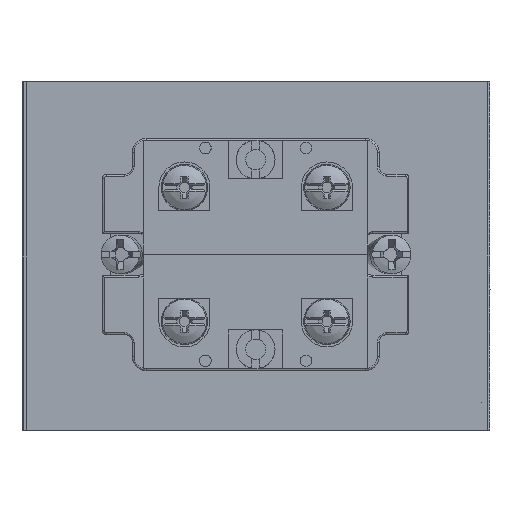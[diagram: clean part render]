
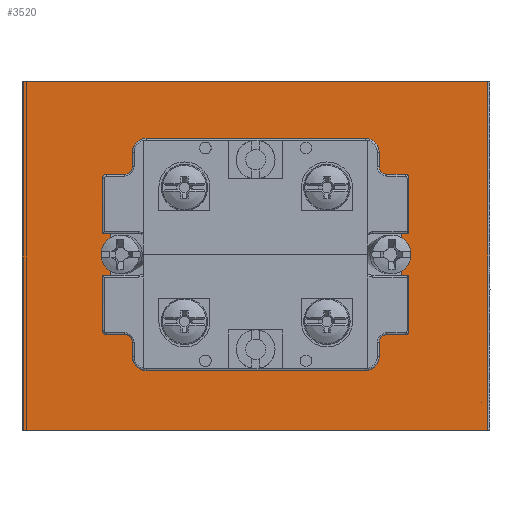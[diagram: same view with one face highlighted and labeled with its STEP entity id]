
A CAD part, left-side view. The second image highlights one B-rep face of the part: STEP entity #3520.
In plain terms, the highlighted planar face has unit normal (-1, 0, 0).
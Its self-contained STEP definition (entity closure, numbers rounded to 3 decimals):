
#3348=CARTESIAN_POINT('',(-15.704,-32.725,11.25));
#3349=VERTEX_POINT('',#3348);
#3350=CARTESIAN_POINT('',(-15.704,-32.725,22.5));
#3351=DIRECTION('',(1.0,0.0,0.0));
#3352=DIRECTION('',(0.0,0.0,1.0));
#3353=AXIS2_PLACEMENT_3D('',#3350,#3351,#3352);
#3354=CIRCLE('',#3353,11.25);
#3355=EDGE_CURVE('',#3349,#3349,#3354,.T.);
#3382=CARTESIAN_POINT('',(-15.704,-2.725,45.0));
#3383=VERTEX_POINT('',#3382);
#3402=CARTESIAN_POINT('',(-15.704,-2.725,0.0));
#3403=VERTEX_POINT('',#3402);
#3412=CARTESIAN_POINT('',(-15.704,-2.725,0.0));
#3413=DIRECTION('',(0.0,0.0,1.0));
#3414=VECTOR('',#3413,45.0);
#3415=LINE('',#3412,#3414);
#3416=EDGE_CURVE('',#3403,#3383,#3415,.T.);
#3466=CARTESIAN_POINT('',(-15.704,-62.725,45.0));
#3467=VERTEX_POINT('',#3466);
#3476=CARTESIAN_POINT('',(-15.704,-62.725,0.0));
#3477=VERTEX_POINT('',#3476);
#3478=CARTESIAN_POINT('',(-15.704,-62.725,0.0));
#3479=DIRECTION('',(0.0,0.0,1.0));
#3480=VECTOR('',#3479,45.0);
#3481=LINE('',#3478,#3480);
#3482=EDGE_CURVE('',#3477,#3467,#3481,.T.);
#3496=CARTESIAN_POINT('',(-15.704,-62.725,0.0));
#3497=DIRECTION('',(-1.0,0.0,0.0));
#3498=DIRECTION('',(0.0,0.0,1.0));
#3499=AXIS2_PLACEMENT_3D('',#3496,#3497,#3498);
#3500=PLANE('',#3499);
#3501=CARTESIAN_POINT('',(-15.704,-62.725,45.0));
#3502=DIRECTION('',(0.0,1.0,0.0));
#3503=VECTOR('',#3502,60.0);
#3504=LINE('',#3501,#3503);
#3505=EDGE_CURVE('',#3467,#3383,#3504,.T.);
#3506=ORIENTED_EDGE('',*,*,#3505,.T.);
#3507=ORIENTED_EDGE('',*,*,#3416,.F.);
#3508=CARTESIAN_POINT('',(-15.704,-2.725,0.0));
#3509=DIRECTION('',(0.0,-1.0,0.0));
#3510=VECTOR('',#3509,60.0);
#3511=LINE('',#3508,#3510);
#3512=EDGE_CURVE('',#3403,#3477,#3511,.T.);
#3513=ORIENTED_EDGE('',*,*,#3512,.T.);
#3514=ORIENTED_EDGE('',*,*,#3482,.T.);
#3515=EDGE_LOOP('',(#3506,#3507,#3513,#3514));
#3516=FACE_OUTER_BOUND('',#3515,.T.);
#3517=ORIENTED_EDGE('',*,*,#3355,.T.);
#3518=EDGE_LOOP('',(#3517));
#3519=FACE_BOUND('',#3518,.T.);
#3520=ADVANCED_FACE('',(#3516,#3519),#3500,.T.);
